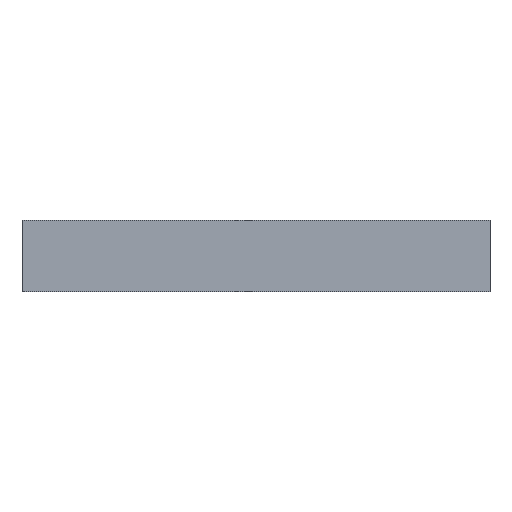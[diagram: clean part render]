
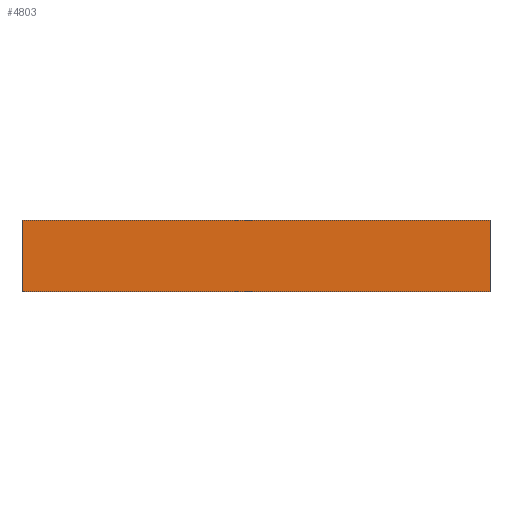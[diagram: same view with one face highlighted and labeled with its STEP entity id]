
A CAD part, front view. The second image highlights one B-rep face of the part: STEP entity #4803.
In plain terms, the highlighted planar face has unit normal (0, -1, 0).
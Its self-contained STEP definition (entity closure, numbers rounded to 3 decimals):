
#937 = PLANE('',#938);
#938 = AXIS2_PLACEMENT_3D('',#939,#940,#941);
#939 = CARTESIAN_POINT('',(-35.,-33.1,0.));
#940 = DIRECTION('',(0.,0.,-1.));
#941 = DIRECTION('',(0.,-1.,0.));
#1389 = VERTEX_POINT('',#1390);
#1390 = CARTESIAN_POINT('',(-36.,-41.,0.));
#1427 = PLANE('',#1428);
#1428 = AXIS2_PLACEMENT_3D('',#1429,#1430,#1431);
#1429 = CARTESIAN_POINT('',(-36.,40.,0.));
#1430 = DIRECTION('',(-1.,0.,0.));
#1431 = DIRECTION('',(0.,0.,1.));
#3063 = VERTEX_POINT('',#3064);
#3064 = CARTESIAN_POINT('',(36.,-41.,0.));
#3085 = EDGE_CURVE('',#3063,#1389,#3086,.T.);
#3086 = SURFACE_CURVE('',#3087,(#3091,#3098),.PCURVE_S1.);
#3087 = LINE('',#3088,#3089);
#3088 = CARTESIAN_POINT('',(-35.,-41.,0.));
#3089 = VECTOR('',#3090,1.);
#3090 = DIRECTION('',(-1.,0.,0.));
#3091 = PCURVE('',#937,#3092);
#3092 = DEFINITIONAL_REPRESENTATION('',(#3093),#3097);
#3093 = LINE('',#3094,#3095);
#3094 = CARTESIAN_POINT('',(7.9,-0.));
#3095 = VECTOR('',#3096,1.);
#3096 = DIRECTION('',(-0.,1.));
#3097 = ( GEOMETRIC_REPRESENTATION_CONTEXT(2) 
PARAMETRIC_REPRESENTATION_CONTEXT() REPRESENTATION_CONTEXT('2D SPACE',''
  ) );
#3098 = PCURVE('',#3099,#3104);
#3099 = PLANE('',#3100);
#3100 = AXIS2_PLACEMENT_3D('',#3101,#3102,#3103);
#3101 = CARTESIAN_POINT('',(-35.,-41.,0.));
#3102 = DIRECTION('',(-0.,-1.,0.));
#3103 = DIRECTION('',(0.,0.,1.));
#3104 = DEFINITIONAL_REPRESENTATION('',(#3105),#3109);
#3105 = LINE('',#3106,#3107);
#3106 = CARTESIAN_POINT('',(0.,0.));
#3107 = VECTOR('',#3108,1.);
#3108 = DIRECTION('',(0.,1.));
#3109 = ( GEOMETRIC_REPRESENTATION_CONTEXT(2) 
PARAMETRIC_REPRESENTATION_CONTEXT() REPRESENTATION_CONTEXT('2D SPACE',''
  ) );
#3542 = EDGE_CURVE('',#3543,#1389,#3545,.T.);
#3543 = VERTEX_POINT('',#3544);
#3544 = CARTESIAN_POINT('',(-36.,-41.,11.));
#3545 = SURFACE_CURVE('',#3546,(#3550,#3557),.PCURVE_S1.);
#3546 = LINE('',#3547,#3548);
#3547 = CARTESIAN_POINT('',(-36.,-41.,0.));
#3548 = VECTOR('',#3549,1.);
#3549 = DIRECTION('',(0.,0.,-1.));
#3550 = PCURVE('',#1427,#3551);
#3551 = DEFINITIONAL_REPRESENTATION('',(#3552),#3556);
#3552 = LINE('',#3553,#3554);
#3553 = CARTESIAN_POINT('',(0.,-81.));
#3554 = VECTOR('',#3555,1.);
#3555 = DIRECTION('',(-1.,0.));
#3556 = ( GEOMETRIC_REPRESENTATION_CONTEXT(2) 
PARAMETRIC_REPRESENTATION_CONTEXT() REPRESENTATION_CONTEXT('2D SPACE',''
  ) );
#3557 = PCURVE('',#3099,#3558);
#3558 = DEFINITIONAL_REPRESENTATION('',(#3559),#3563);
#3559 = LINE('',#3560,#3561);
#3560 = CARTESIAN_POINT('',(0.,1.));
#3561 = VECTOR('',#3562,1.);
#3562 = DIRECTION('',(-1.,0.));
#3563 = ( GEOMETRIC_REPRESENTATION_CONTEXT(2) 
PARAMETRIC_REPRESENTATION_CONTEXT() REPRESENTATION_CONTEXT('2D SPACE',''
  ) );
#4655 = PLANE('',#4656);
#4656 = AXIS2_PLACEMENT_3D('',#4657,#4658,#4659);
#4657 = CARTESIAN_POINT('',(36.,-40.,0.));
#4658 = DIRECTION('',(1.,0.,0.));
#4659 = DIRECTION('',(0.,0.,1.));
#4803 = ADVANCED_FACE('',(#4804),#3099,.T.);
#4804 = FACE_BOUND('',#4805,.T.);
#4805 = EDGE_LOOP('',(#4806,#4807,#4830,#4856));
#4806 = ORIENTED_EDGE('',*,*,#3085,.F.);
#4807 = ORIENTED_EDGE('',*,*,#4808,.F.);
#4808 = EDGE_CURVE('',#4809,#3063,#4811,.T.);
#4809 = VERTEX_POINT('',#4810);
#4810 = CARTESIAN_POINT('',(36.,-41.,11.));
#4811 = SURFACE_CURVE('',#4812,(#4816,#4823),.PCURVE_S1.);
#4812 = LINE('',#4813,#4814);
#4813 = CARTESIAN_POINT('',(36.,-41.,0.));
#4814 = VECTOR('',#4815,1.);
#4815 = DIRECTION('',(0.,0.,-1.));
#4816 = PCURVE('',#3099,#4817);
#4817 = DEFINITIONAL_REPRESENTATION('',(#4818),#4822);
#4818 = LINE('',#4819,#4820);
#4819 = CARTESIAN_POINT('',(0.,-71.));
#4820 = VECTOR('',#4821,1.);
#4821 = DIRECTION('',(-1.,0.));
#4822 = ( GEOMETRIC_REPRESENTATION_CONTEXT(2) 
PARAMETRIC_REPRESENTATION_CONTEXT() REPRESENTATION_CONTEXT('2D SPACE',''
  ) );
#4823 = PCURVE('',#4655,#4824);
#4824 = DEFINITIONAL_REPRESENTATION('',(#4825),#4829);
#4825 = LINE('',#4826,#4827);
#4826 = CARTESIAN_POINT('',(0.,1.));
#4827 = VECTOR('',#4828,1.);
#4828 = DIRECTION('',(-1.,0.));
#4829 = ( GEOMETRIC_REPRESENTATION_CONTEXT(2) 
PARAMETRIC_REPRESENTATION_CONTEXT() REPRESENTATION_CONTEXT('2D SPACE',''
  ) );
#4830 = ORIENTED_EDGE('',*,*,#4831,.T.);
#4831 = EDGE_CURVE('',#4809,#3543,#4832,.T.);
#4832 = SURFACE_CURVE('',#4833,(#4837,#4844),.PCURVE_S1.);
#4833 = LINE('',#4834,#4835);
#4834 = CARTESIAN_POINT('',(-35.,-41.,11.));
#4835 = VECTOR('',#4836,1.);
#4836 = DIRECTION('',(-1.,0.,0.));
#4837 = PCURVE('',#3099,#4838);
#4838 = DEFINITIONAL_REPRESENTATION('',(#4839),#4843);
#4839 = LINE('',#4840,#4841);
#4840 = CARTESIAN_POINT('',(11.,0.));
#4841 = VECTOR('',#4842,1.);
#4842 = DIRECTION('',(0.,1.));
#4843 = ( GEOMETRIC_REPRESENTATION_CONTEXT(2) 
PARAMETRIC_REPRESENTATION_CONTEXT() REPRESENTATION_CONTEXT('2D SPACE',''
  ) );
#4844 = PCURVE('',#4845,#4850);
#4845 = PLANE('',#4846);
#4846 = AXIS2_PLACEMENT_3D('',#4847,#4848,#4849);
#4847 = CARTESIAN_POINT('',(-35.,-41.,11.));
#4848 = DIRECTION('',(0.,0.,1.));
#4849 = DIRECTION('',(0.,1.,0.));
#4850 = DEFINITIONAL_REPRESENTATION('',(#4851),#4855);
#4851 = LINE('',#4852,#4853);
#4852 = CARTESIAN_POINT('',(0.,0.));
#4853 = VECTOR('',#4854,1.);
#4854 = DIRECTION('',(0.,1.));
#4855 = ( GEOMETRIC_REPRESENTATION_CONTEXT(2) 
PARAMETRIC_REPRESENTATION_CONTEXT() REPRESENTATION_CONTEXT('2D SPACE',''
  ) );
#4856 = ORIENTED_EDGE('',*,*,#3542,.T.);
